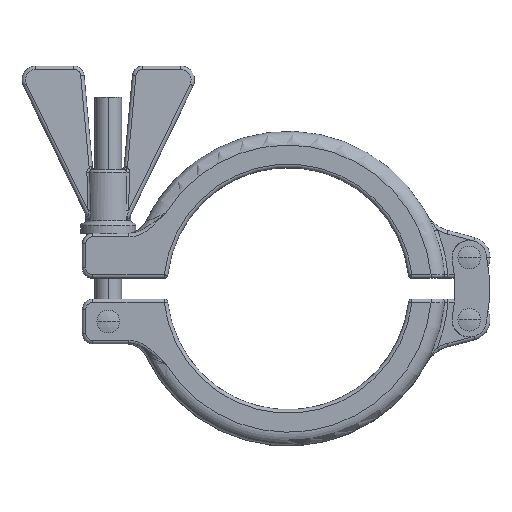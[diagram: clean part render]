
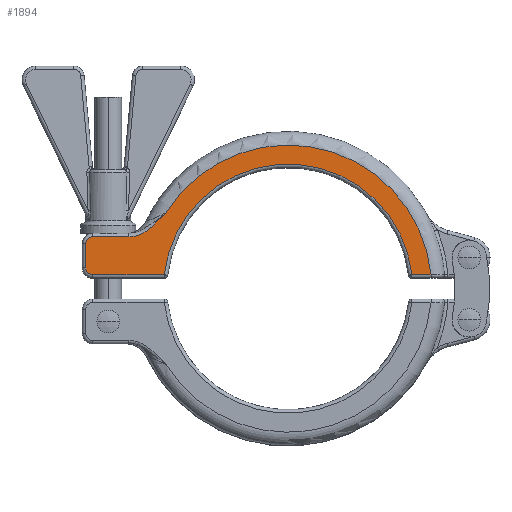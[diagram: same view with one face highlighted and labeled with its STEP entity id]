
A CAD part, top view. The second image highlights one B-rep face of the part: STEP entity #1894.
In plain terms, the highlighted planar face has unit normal (0, 0, 1).
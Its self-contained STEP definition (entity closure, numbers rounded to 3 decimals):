
#128 = VERTEX_POINT ( 'NONE', #8568 ) ;
#346 = CARTESIAN_POINT ( 'NONE',  ( -56.6, 6., 8.5 ) ) ;
#400 = CARTESIAN_POINT ( 'NONE',  ( -38.414, 18.832, 8.5 ) ) ;
#445 = CARTESIAN_POINT ( 'NONE',  ( -58.6, 13., 8.5 ) ) ;
#473 = CARTESIAN_POINT ( 'NONE',  ( -41.893, 16.086, 8.5 ) ) ;
#556 = EDGE_CURVE ( 'NONE', #2408, #6696, #14500, .T. ) ;
#931 = DIRECTION ( 'NONE',  ( 1., 0., 0. ) ) ;
#1151 = ORIENTED_EDGE ( 'NONE', *, *, #3511, .T. ) ;
#1314 = LINE ( 'NONE', #2380, #3121 ) ;
#1565 = CARTESIAN_POINT ( 'NONE',  ( -46.165, 15., 8.5 ) ) ;
#1633 = VERTEX_POINT ( 'NONE', #445 ) ;
#1681 = CARTESIAN_POINT ( 'NONE',  ( 41.407, 4., 8.5 ) ) ;
#1797 = ORIENTED_EDGE ( 'NONE', *, *, #1977, .T. ) ;
#1844 = VECTOR ( 'NONE', #931, 1000. ) ;
#1894 = ADVANCED_FACE ( 'NONE', ( #3545 ), #5080, .T. ) ;
#1977 = EDGE_CURVE ( 'NONE', #14327, #14065, #13931, .T. ) ;
#2017 = B_SPLINE_CURVE_WITH_KNOTS ( 'NONE', 3,
 ( #10177, #12741, #6713, #400, #7845, #10327, #473, #6481, #2864, #7757, #15399, #12656, #14034, #11473 ),
 .UNSPECIFIED., .F., .F.,
 ( 4, 2, 2, 2, 2, 2, 4 ),
 ( 0., 0.003, 0.007, 0.01, 0.011, 0.012, 0.013 ),
 .UNSPECIFIED. ) ;
#2053 = LINE ( 'NONE', #11933, #1844 ) ;
#2178 = DIRECTION ( 'NONE',  ( 0., -1., 0. ) ) ;
#2260 = CARTESIAN_POINT ( 'NONE',  ( -58.6, 6., 8.5 ) ) ;
#2380 = CARTESIAN_POINT ( 'NONE',  ( 41.492, 4., 8.5 ) ) ;
#2385 = VERTEX_POINT ( 'NONE', #12212 ) ;
#2408 = VERTEX_POINT ( 'NONE', #1681 ) ;
#2745 = EDGE_CURVE ( 'NONE', #14065, #2385, #2053, .T. ) ;
#2822 = EDGE_CURVE ( 'NONE', #128, #2408, #1314, .T. ) ;
#2864 = CARTESIAN_POINT ( 'NONE',  ( -43.443, 15.462, 8.5 ) ) ;
#3121 = VECTOR ( 'NONE', #8790, 1000. ) ;
#3511 = EDGE_CURVE ( 'NONE', #6696, #12547, #2017, .T. ) ;
#3544 = CARTESIAN_POINT ( 'NONE',  ( -58.6, 6., 8.5 ) ) ;
#3545 = FACE_OUTER_BOUND ( 'NONE', #10305, .T. ) ;
#3866 = VERTEX_POINT ( 'NONE', #15627 ) ;
#4109 = CARTESIAN_POINT ( 'NONE',  ( 0., 0., 8.5 ) ) ;
#4336 = ORIENTED_EDGE ( 'NONE', *, *, #6777, .T. ) ;
#4602 = DIRECTION ( 'NONE',  ( -1., 0., 0. ) ) ;
#4887 = ORIENTED_EDGE ( 'NONE', *, *, #2822, .T. ) ;
#5080 = PLANE ( 'NONE',  #10065 ) ;
#5320 = DIRECTION ( 'NONE',  ( 0., 0., 1. ) ) ;
#5491 = ORIENTED_EDGE ( 'NONE', *, *, #9261, .T. ) ;
#5524 = AXIS2_PLACEMENT_3D ( 'NONE', #4109, #6538, #15057 ) ;
#5731 = CARTESIAN_POINT ( 'NONE',  ( 0., 0., 8.5 ) ) ;
#5753 = CARTESIAN_POINT ( 'NONE',  ( -56.6, 15., 8.5 ) ) ;
#6481 = CARTESIAN_POINT ( 'NONE',  ( -43.179, 15.557, 8.5 ) ) ;
#6521 = DIRECTION ( 'NONE',  ( 1., 0., 0. ) ) ;
#6538 = DIRECTION ( 'NONE',  ( 0., 0., 1. ) ) ;
#6696 = VERTEX_POINT ( 'NONE', #13406 ) ;
#6713 = CARTESIAN_POINT ( 'NONE',  ( -36.852, 20.408, 8.5 ) ) ;
#6777 = EDGE_CURVE ( 'NONE', #3866, #1633, #13678, .T. ) ;
#7059 = ORIENTED_EDGE ( 'NONE', *, *, #2745, .T. ) ;
#7268 = AXIS2_PLACEMENT_3D ( 'NONE', #8970, #15161, #7617 ) ;
#7344 = LINE ( 'NONE', #5753, #9076 ) ;
#7617 = DIRECTION ( 'NONE',  ( 1., 0., 0. ) ) ;
#7757 = CARTESIAN_POINT ( 'NONE',  ( -43.975, 15.297, 8.5 ) ) ;
#7845 = CARTESIAN_POINT ( 'NONE',  ( -39.211, 18.061, 8.5 ) ) ;
#8372 = DIRECTION ( 'NONE',  ( 0., 0., 1. ) ) ;
#8568 = CARTESIAN_POINT ( 'NONE',  ( 35.878, 4., 8.5 ) ) ;
#8619 = DIRECTION ( 'NONE',  ( 1., 0., 0. ) ) ;
#8692 = CARTESIAN_POINT ( 'NONE',  ( 0., 0., 8.5 ) ) ;
#8790 = DIRECTION ( 'NONE',  ( 1., 0., 0. ) ) ;
#8852 = AXIS2_PLACEMENT_3D ( 'NONE', #5731, #10618, #13098 ) ;
#8970 = CARTESIAN_POINT ( 'NONE',  ( -56.6, 13., 8.5 ) ) ;
#9076 = VECTOR ( 'NONE', #4602, 1000. ) ;
#9261 = EDGE_CURVE ( 'NONE', #12547, #3866, #7344, .T. ) ;
#10065 = AXIS2_PLACEMENT_3D ( 'NONE', #8692, #8372, #8619 ) ;
#10148 = VECTOR ( 'NONE', #2178, 1000. ) ;
#10177 = CARTESIAN_POINT ( 'NONE',  ( -35.307, 22., 8.5 ) ) ;
#10231 = ORIENTED_EDGE ( 'NONE', *, *, #14653, .T. ) ;
#10305 = EDGE_LOOP ( 'NONE', ( #13308, #1151, #5491, #4336, #10231, #1797, #7059, #10466, #4887 ) ) ;
#10327 = CARTESIAN_POINT ( 'NONE',  ( -40.959, 16.679, 8.5 ) ) ;
#10466 = ORIENTED_EDGE ( 'NONE', *, *, #14278, .T. ) ;
#10618 = DIRECTION ( 'NONE',  ( 0., 0., -1. ) ) ;
#11473 = CARTESIAN_POINT ( 'NONE',  ( -46.165, 15., 8.5 ) ) ;
#11933 = CARTESIAN_POINT ( 'NONE',  ( -34.972, 4., 8.5 ) ) ;
#12036 = LINE ( 'NONE', #2260, #10148 ) ;
#12212 = CARTESIAN_POINT ( 'NONE',  ( -35.878, 4., 8.5 ) ) ;
#12547 = VERTEX_POINT ( 'NONE', #1565 ) ;
#12656 = CARTESIAN_POINT ( 'NONE',  ( -45.054, 15.06, 8.5 ) ) ;
#12741 = CARTESIAN_POINT ( 'NONE',  ( -36.087, 21.212, 8.5 ) ) ;
#13098 = DIRECTION ( 'NONE',  ( 1., 0., 0. ) ) ;
#13308 = ORIENTED_EDGE ( 'NONE', *, *, #556, .T. ) ;
#13406 = CARTESIAN_POINT ( 'NONE',  ( -35.307, 22., 8.5 ) ) ;
#13678 = CIRCLE ( 'NONE', #7268, 2. ) ;
#13931 = CIRCLE ( 'NONE', #15435, 2. ) ;
#14034 = CARTESIAN_POINT ( 'NONE',  ( -45.604, 15., 8.5 ) ) ;
#14065 = VERTEX_POINT ( 'NONE', #15133 ) ;
#14278 = EDGE_CURVE ( 'NONE', #2385, #128, #15798, .T. ) ;
#14327 = VERTEX_POINT ( 'NONE', #3544 ) ;
#14500 = CIRCLE ( 'NONE', #5524, 41.6 ) ;
#14653 = EDGE_CURVE ( 'NONE', #1633, #14327, #12036, .T. ) ;
#15057 = DIRECTION ( 'NONE',  ( 1., 0., 0. ) ) ;
#15133 = CARTESIAN_POINT ( 'NONE',  ( -56.6, 4., 8.5 ) ) ;
#15161 = DIRECTION ( 'NONE',  ( 0., 0., 1. ) ) ;
#15399 = CARTESIAN_POINT ( 'NONE',  ( -44.243, 15.228, 8.5 ) ) ;
#15435 = AXIS2_PLACEMENT_3D ( 'NONE', #346, #5320, #6521 ) ;
#15627 = CARTESIAN_POINT ( 'NONE',  ( -56.6, 15., 8.5 ) ) ;
#15798 = CIRCLE ( 'NONE', #8852, 36.1 ) ;
